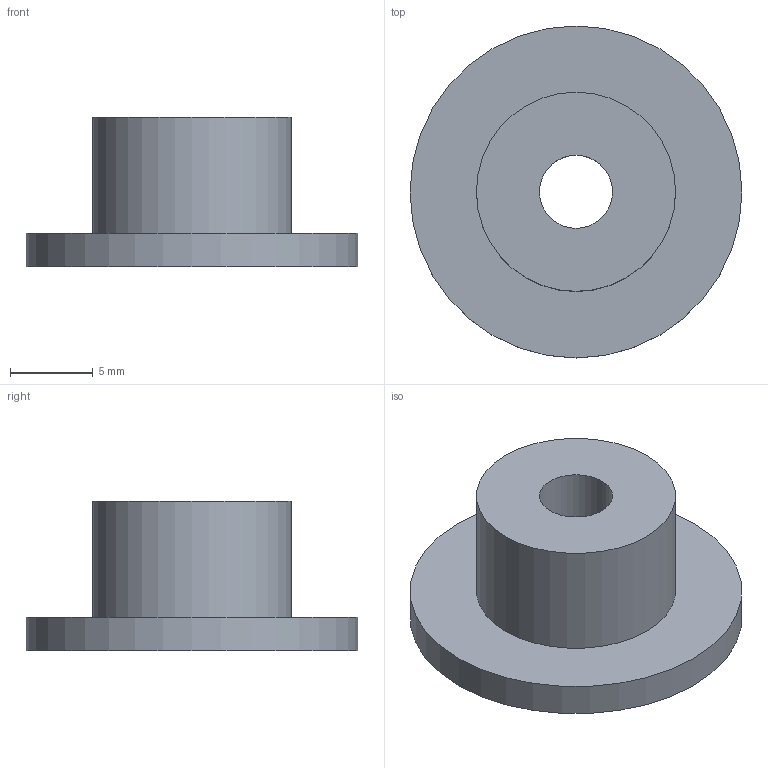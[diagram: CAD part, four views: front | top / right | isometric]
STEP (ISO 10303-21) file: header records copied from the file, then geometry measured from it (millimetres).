
FILE_DESCRIPTION(('FreeCAD Model'),'2;1');
FILE_NAME('Art3TensionerPulley.step', '2017-01-10T08:57:28',('Author'),(''), 'Open CASCADE STEP processor 6.8','FreeCAD','Unknown');
FILE_SCHEMA(('AUTOMOTIVE_DESIGN_CC2 { 1 2 10303 214 -1 1 5 4 }'));
Length unit declared in the file: millimetre
Products named in the file (2): ASSEMBLY; Art3TensionerPulley
Assembly tree (1 placements, depth 2):
  ASSEMBLY
    Art3TensionerPulley
Bounding box: 20 x 20 x 9 mm (x, y, z)
Volume: 1161.3 mm3; surface area: 1149.8 mm2
Topology: 1 solids, 1 shells, 10 faces, 15 edges, 10 vertices
Faces by surface type: plane 5, cylinder 5
Full cylindrical faces by diameter (mm): 4.4 x1, 8.2 x1, 9.3 x1, 12 x1, 20 x1
Entity records: 467 total; most frequent: DIRECTION 79, CARTESIAN_POINT 67, ORIENTED_EDGE 30, PCURVE 30, DEFINITIONAL_REPRESENTATION 30, LINE 25, VECTOR 25, AXIS2_PLACEMENT_3D 22
